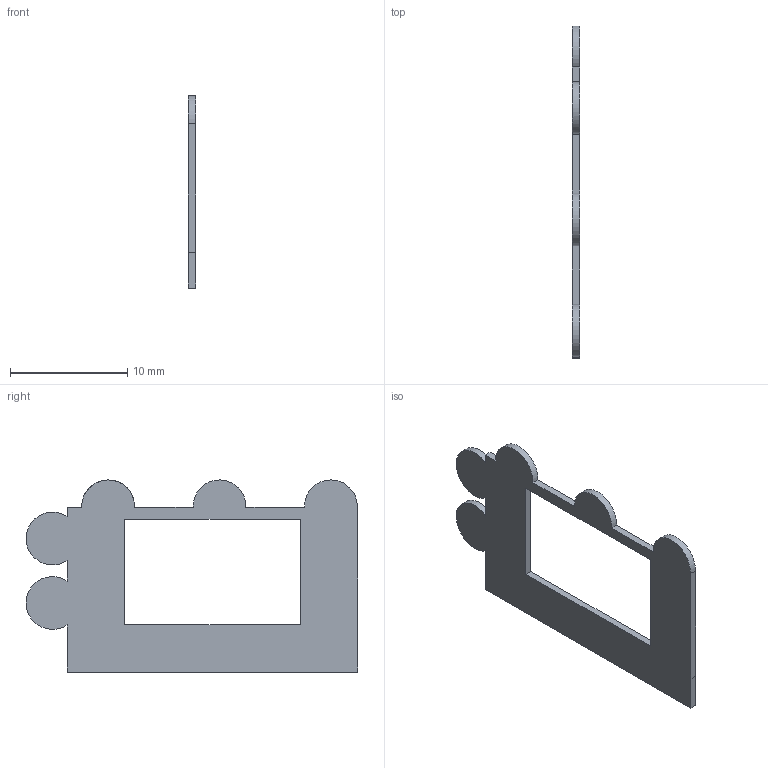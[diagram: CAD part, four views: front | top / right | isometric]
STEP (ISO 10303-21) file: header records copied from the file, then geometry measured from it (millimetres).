
FILE_DESCRIPTION(('FreeCAD Model'),'2;1');
FILE_NAME('100W-COVER-0719_2.stp','2016-01-27T22:41:15',('FreeCAD'),('FreeCAD'), 'Open CASCADE STEP processor 6.8','FreeCAD','Unknown');
FILE_SCHEMA(('AUTOMOTIVE_DESIGN_CC2 { 1 2 10303 214 -1 1 5 4 }'));
Length unit declared in the file: millimetre
Products named in the file (1): Open CASCADE STEP translator 6.8 318
Bounding box: 0.6 x 28.3 x 16.39 mm (x, y, z)
Volume: 159 mm3; surface area: 617.7 mm2
Topology: 1 solids, 1 shells, 22 faces, 60 edges, 40 vertices
Faces by surface type: plane 17, bspline 5
Entity records: 1943 total; most frequent: CARTESIAN_POINT 1108, B_SPLINE_CURVE_WITH_KNOTS 160, ORIENTED_EDGE 120, PCURVE 120, DEFINITIONAL_REPRESENTATION 120, EDGE_CURVE 60, SURFACE_CURVE 60, VERTEX_POINT 40
